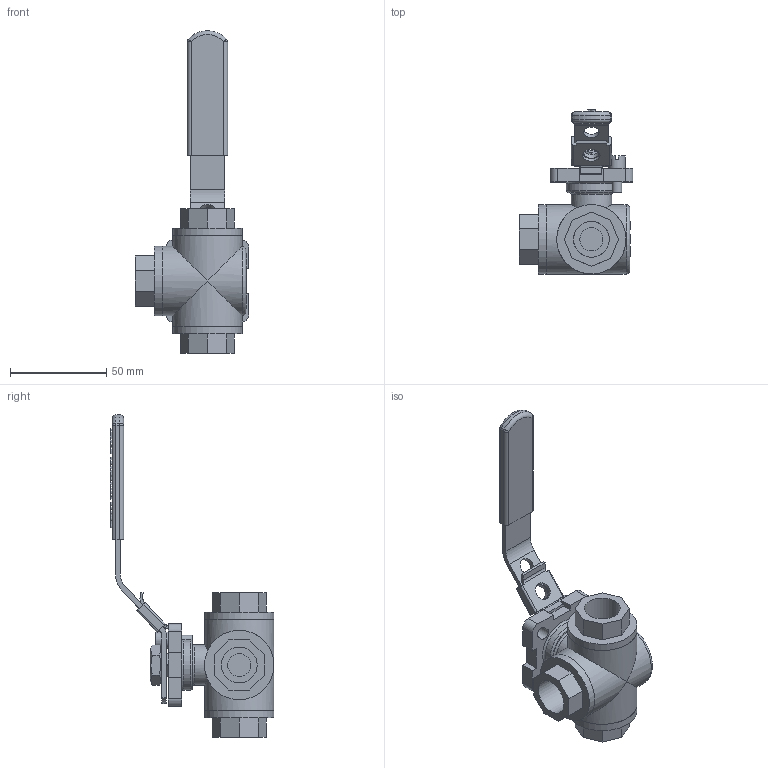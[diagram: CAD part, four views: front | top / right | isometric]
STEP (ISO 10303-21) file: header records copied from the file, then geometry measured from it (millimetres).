
FILE_DESCRIPTION(/* description */ ('780004'),/* implementation_level */ '2;1');
FILE_NAME(/* name */ '780004.stp',/* time_stamp */ '2019-06-18T13:37:27+02:00',/* author */ ('jmorand'),/* organization */ ('Sferaco'),/* preprocessor_version */ 'ST-DEVELOPER v17.2',/* originating_system */ 'Autodesk Inventor 2019',/* authorisation */ '');
FILE_SCHEMA (('AUTOMOTIVE_DESIGN { 1 0 10303 214 3 1 1 }'));
Length unit declared in the file: millimetre
Products named in the file (1): 780004_bd
Bounding box: 59 x 85.05 x 167.5 mm (x, y, z)
Volume: 102843.5 mm3; surface area: 42767.7 mm2
Topology: 10 solids, 10 shells, 931 faces, 2476 edges, 1651 vertices
Faces by surface type: plane 517, bspline 336, cylinder 64, torus 6, sphere 4, cone 4
Full cylindrical faces by diameter (mm): 5 x1, 8 x2, 8.5 x1, 9 x1, 10.106 x1, 12 x4, 18.631 x6, 21 x1, 26 x2, 36 x6
Entity records: 32615 total; most frequent: CARTESIAN_POINT 10541, ORIENTED_EDGE 4952, DIRECTION 3160, EDGE_CURVE 2476, VERTEX_POINT 1651, LINE 1598, VECTOR 1598, EDGE_LOOP 1041
